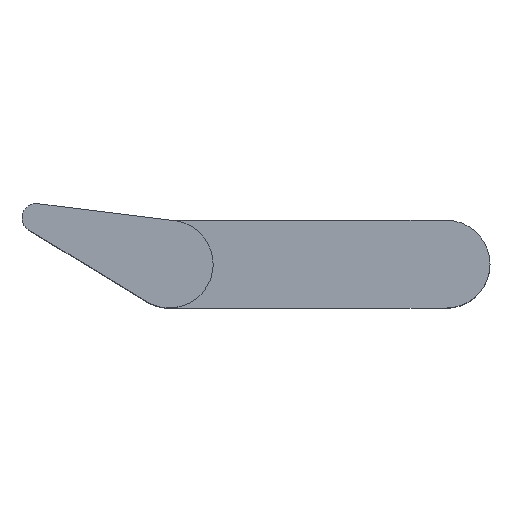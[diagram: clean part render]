
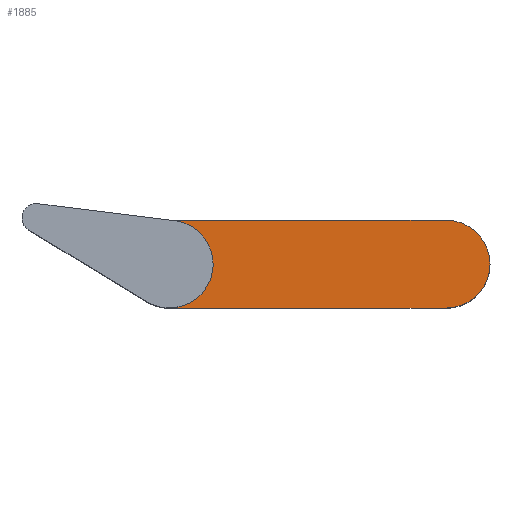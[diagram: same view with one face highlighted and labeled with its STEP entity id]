
A CAD part, top view. The second image highlights one B-rep face of the part: STEP entity #1885.
In plain terms, the highlighted planar face has unit normal (0, 0, 1).
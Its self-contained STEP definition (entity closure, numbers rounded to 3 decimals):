
#3 = DIRECTION ( 'NONE',  ( 0., 0., 1. ) ) ;
#33 = DIRECTION ( 'NONE',  ( 1., 0., 0. ) ) ;
#38 = EDGE_CURVE ( 'NONE', #1890, #647, #607, .T. ) ;
#46 = AXIS2_PLACEMENT_3D ( 'NONE', #1894, #960, #1142 ) ;
#128 = VERTEX_POINT ( 'NONE', #159 ) ;
#159 = CARTESIAN_POINT ( 'NONE',  ( 0., -165.1, 406.4 ) ) ;
#283 = CARTESIAN_POINT ( 'NONE',  ( 520.7, -165.1, 406.4 ) ) ;
#290 = CARTESIAN_POINT ( 'NONE',  ( 0., -165.1, 406.4 ) ) ;
#292 = DIRECTION ( 'NONE',  ( 0., 0., 1. ) ) ;
#309 = CIRCLE ( 'NONE', #731, 82.55 ) ;
#327 = CARTESIAN_POINT ( 'NONE',  ( 0., -82.55, 406.4 ) ) ;
#333 = CARTESIAN_POINT ( 'NONE',  ( 520.7, 0., 406.4 ) ) ;
#534 = EDGE_CURVE ( 'NONE', #1315, #128, #309, .T. ) ;
#541 = AXIS2_PLACEMENT_3D ( 'NONE', #327, #292, #1903 ) ;
#582 = FACE_OUTER_BOUND ( 'NONE', #1385, .T. ) ;
#605 = VECTOR ( 'NONE', #1067, 1000. ) ;
#607 = LINE ( 'NONE', #1556, #1662 ) ;
#634 = ORIENTED_EDGE ( 'NONE', *, *, #2009, .T. ) ;
#647 = VERTEX_POINT ( 'NONE', #1173 ) ;
#702 = CARTESIAN_POINT ( 'NONE',  ( 0., -82.55, 406.4 ) ) ;
#731 = AXIS2_PLACEMENT_3D ( 'NONE', #702, #1350, #1304 ) ;
#745 = DIRECTION ( 'NONE',  ( -1., 0., 0. ) ) ;
#776 = AXIS2_PLACEMENT_3D ( 'NONE', #814, #3, #33 ) ;
#814 = CARTESIAN_POINT ( 'NONE',  ( 0., -82.55, 406.4 ) ) ;
#833 = PLANE ( 'NONE',  #541 ) ;
#960 = DIRECTION ( 'NONE',  ( 0., 0., 1. ) ) ;
#978 = CIRCLE ( 'NONE', #46, 82.55 ) ;
#985 = EDGE_CURVE ( 'NONE', #647, #1315, #1178, .T. ) ;
#1067 = DIRECTION ( 'NONE',  ( 1., 0., 0. ) ) ;
#1142 = DIRECTION ( 'NONE',  ( 1., 0., 0. ) ) ;
#1165 = CARTESIAN_POINT ( 'NONE',  ( -82.55, -82.55, 406.4 ) ) ;
#1173 = CARTESIAN_POINT ( 'NONE',  ( 0., 0., 406.4 ) ) ;
#1178 = CIRCLE ( 'NONE', #776, 82.55 ) ;
#1224 = ORIENTED_EDGE ( 'NONE', *, *, #1501, .T. ) ;
#1304 = DIRECTION ( 'NONE',  ( 1., 0., 0. ) ) ;
#1315 = VERTEX_POINT ( 'NONE', #1165 ) ;
#1330 = ORIENTED_EDGE ( 'NONE', *, *, #985, .T. ) ;
#1350 = DIRECTION ( 'NONE',  ( 0., 0., 1. ) ) ;
#1385 = EDGE_LOOP ( 'NONE', ( #1330, #1660, #1224, #634, #1754 ) ) ;
#1501 = EDGE_CURVE ( 'NONE', #128, #1720, #1856, .T. ) ;
#1556 = CARTESIAN_POINT ( 'NONE',  ( 520.7, 0., 406.4 ) ) ;
#1660 = ORIENTED_EDGE ( 'NONE', *, *, #534, .T. ) ;
#1662 = VECTOR ( 'NONE', #745, 1000. ) ;
#1720 = VERTEX_POINT ( 'NONE', #283 ) ;
#1754 = ORIENTED_EDGE ( 'NONE', *, *, #38, .T. ) ;
#1856 = LINE ( 'NONE', #290, #605 ) ;
#1885 = ADVANCED_FACE ( 'NONE', ( #582 ), #833, .T. ) ;
#1890 = VERTEX_POINT ( 'NONE', #333 ) ;
#1894 = CARTESIAN_POINT ( 'NONE',  ( 520.7, -82.55, 406.4 ) ) ;
#1903 = DIRECTION ( 'NONE',  ( 1., 0., 0. ) ) ;
#2009 = EDGE_CURVE ( 'NONE', #1720, #1890, #978, .T. ) ;
